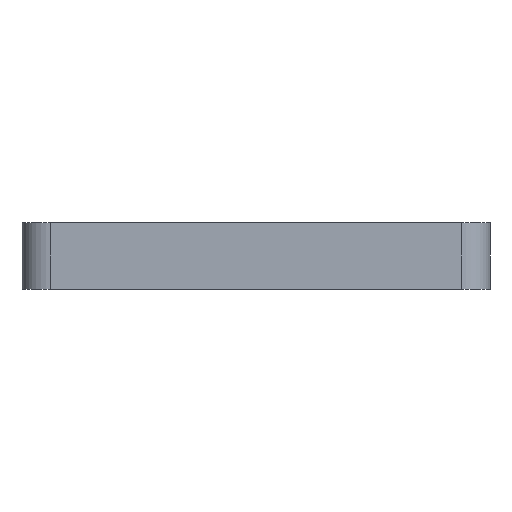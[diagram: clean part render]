
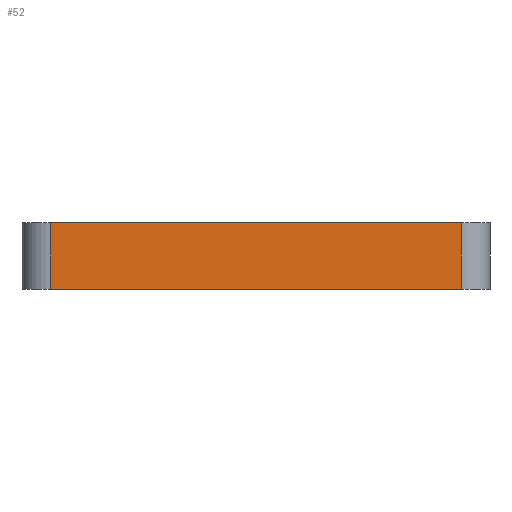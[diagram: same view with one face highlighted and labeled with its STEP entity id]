
A CAD part, left-side view. The second image highlights one B-rep face of the part: STEP entity #52.
In plain terms, the highlighted planar face has unit normal (-1, 0, 0).
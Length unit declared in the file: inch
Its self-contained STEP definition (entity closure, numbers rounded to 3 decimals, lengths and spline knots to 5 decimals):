
#25 = ORIENTED_EDGE ( 'NONE', *, *, #414, .F. ) ;
#43 = VECTOR ( 'NONE', #605, 39.37008 ) ;
#49 = DIRECTION ( 'NONE',  ( 0., -1., 0. ) ) ;
#52 = ADVANCED_FACE ( 'NONE', ( #58 ), #486, .F. ) ;
#58 = FACE_OUTER_BOUND ( 'NONE', #1017, .T. ) ;
#66 = DIRECTION ( 'NONE',  ( 1., 0., 0. ) ) ;
#68 = DIRECTION ( 'NONE',  ( 0., 0., -1. ) ) ;
#70 = CARTESIAN_POINT ( 'NONE',  ( -1.34449, -0.9685, -0.1378 ) ) ;
#90 = LINE ( 'NONE', #514, #43 ) ;
#117 = LINE ( 'NONE', #202, #547 ) ;
#119 = AXIS2_PLACEMENT_3D ( 'NONE', #380, #66, #68 ) ;
#120 = CARTESIAN_POINT ( 'NONE',  ( -1.34449, 0.85039, -0.1378 ) ) ;
#202 = CARTESIAN_POINT ( 'NONE',  ( -1.34449, -0.9685, 0.1378 ) ) ;
#236 = DIRECTION ( 'NONE',  ( 0., -1., 0. ) ) ;
#380 = CARTESIAN_POINT ( 'NONE',  ( -1.34449, -0.9685, 0.1378 ) ) ;
#392 = EDGE_CURVE ( 'NONE', #779, #798, #620, .T. ) ;
#395 = VERTEX_POINT ( 'NONE', #943 ) ;
#414 = EDGE_CURVE ( 'NONE', #395, #798, #117, .T. ) ;
#470 = ORIENTED_EDGE ( 'NONE', *, *, #525, .T. ) ;
#486 = PLANE ( 'NONE',  #119 ) ;
#494 = LINE ( 'NONE', #70, #781 ) ;
#514 = CARTESIAN_POINT ( 'NONE',  ( -1.34449, 0.85039, 0.1378 ) ) ;
#525 = EDGE_CURVE ( 'NONE', #892, #779, #494, .T. ) ;
#547 = VECTOR ( 'NONE', #49, 39.37008 ) ;
#570 = VECTOR ( 'NONE', #952, 39.37008 ) ;
#605 = DIRECTION ( 'NONE',  ( 0., 0., -1. ) ) ;
#620 = LINE ( 'NONE', #723, #570 ) ;
#672 = ORIENTED_EDGE ( 'NONE', *, *, #1053, .T. ) ;
#723 = CARTESIAN_POINT ( 'NONE',  ( -1.34449, -0.85039, 0.1378 ) ) ;
#763 = CARTESIAN_POINT ( 'NONE',  ( -1.34449, -0.85039, 0.1378 ) ) ;
#779 = VERTEX_POINT ( 'NONE', #1071 ) ;
#781 = VECTOR ( 'NONE', #236, 39.37008 ) ;
#798 = VERTEX_POINT ( 'NONE', #763 ) ;
#892 = VERTEX_POINT ( 'NONE', #120 ) ;
#943 = CARTESIAN_POINT ( 'NONE',  ( -1.34449, 0.85039, 0.1378 ) ) ;
#952 = DIRECTION ( 'NONE',  ( 0., 0., 1. ) ) ;
#967 = ORIENTED_EDGE ( 'NONE', *, *, #392, .T. ) ;
#1017 = EDGE_LOOP ( 'NONE', ( #470, #967, #25, #672 ) ) ;
#1053 = EDGE_CURVE ( 'NONE', #395, #892, #90, .T. ) ;
#1071 = CARTESIAN_POINT ( 'NONE',  ( -1.34449, -0.85039, -0.1378 ) ) ;
